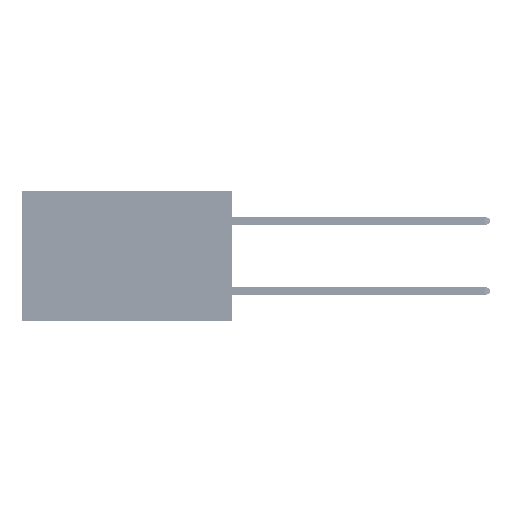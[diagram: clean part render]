
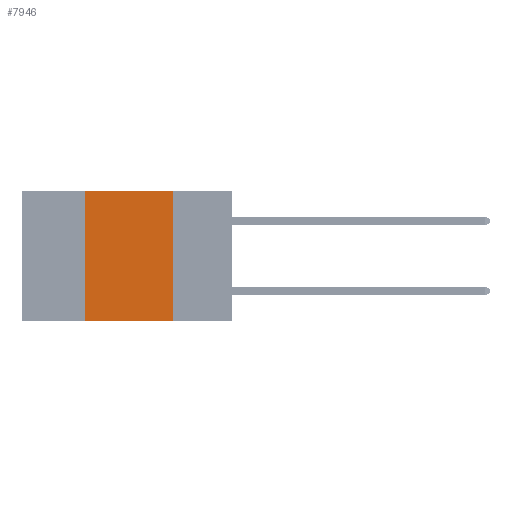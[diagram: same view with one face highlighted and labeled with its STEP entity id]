
A CAD part, left-side view. The second image highlights one B-rep face of the part: STEP entity #7946.
In plain terms, the highlighted planar face has unit normal (-1, 0, 0).
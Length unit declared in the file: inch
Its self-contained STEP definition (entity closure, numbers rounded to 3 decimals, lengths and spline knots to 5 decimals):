
#664 = AXIS2_PLACEMENT_3D ( 'NONE', #16958, #45545, #16435 ) ;
#1685 = LINE ( 'NONE', #38147, #19054 ) ;
#3229 = VERTEX_POINT ( 'NONE', #43482 ) ;
#4176 = LINE ( 'NONE', #29935, #46439 ) ;
#5284 = CARTESIAN_POINT ( 'NONE',  ( 0., 0.42, 0. ) ) ;
#6227 = EDGE_CURVE ( 'NONE', #47354, #9292, #1685, .T. ) ;
#7946 = ADVANCED_FACE ( 'NONE', ( #40116 ), #12813, .F. ) ;
#9292 = VERTEX_POINT ( 'NONE', #25672 ) ;
#12813 = PLANE ( 'NONE',  #664 ) ;
#14182 = DIRECTION ( 'NONE',  ( 0., -1., 0. ) ) ;
#14205 = CARTESIAN_POINT ( 'NONE',  ( 0., 0.6, 0. ) ) ;
#14828 = EDGE_CURVE ( 'NONE', #47582, #3229, #34163, .T. ) ;
#16435 = DIRECTION ( 'NONE',  ( 0., 0., -1. ) ) ;
#16958 = CARTESIAN_POINT ( 'NONE',  ( 0., 0.6, 0. ) ) ;
#18443 = ORIENTED_EDGE ( 'NONE', *, *, #6227, .F. ) ;
#19054 = VECTOR ( 'NONE', #34369, 39.37008 ) ;
#22651 = DIRECTION ( 'NONE',  ( 0., -1., 0. ) ) ;
#23874 = ORIENTED_EDGE ( 'NONE', *, *, #37267, .F. ) ;
#25672 = CARTESIAN_POINT ( 'NONE',  ( 0., 0.17, -0.37 ) ) ;
#27868 = ORIENTED_EDGE ( 'NONE', *, *, #14828, .F. ) ;
#29469 = EDGE_CURVE ( 'NONE', #47582, #9292, #4176, .T. ) ;
#29921 = VECTOR ( 'NONE', #22651, 39.37008 ) ;
#29935 = CARTESIAN_POINT ( 'NONE',  ( 0., 0.6, -0.37 ) ) ;
#31549 = CARTESIAN_POINT ( 'NONE',  ( 0., 0.42, -0.37 ) ) ;
#32256 = VECTOR ( 'NONE', #42383, 39.37008 ) ;
#34163 = LINE ( 'NONE', #5284, #32256 ) ;
#34369 = DIRECTION ( 'NONE',  ( 0., 0., -1. ) ) ;
#37267 = EDGE_CURVE ( 'NONE', #3229, #47354, #40807, .T. ) ;
#38147 = CARTESIAN_POINT ( 'NONE',  ( 0., 0.17, 0. ) ) ;
#38560 = CARTESIAN_POINT ( 'NONE',  ( 0., 0.17, 0. ) ) ;
#40116 = FACE_OUTER_BOUND ( 'NONE', #45031, .T. ) ;
#40807 = LINE ( 'NONE', #14205, #29921 ) ;
#42383 = DIRECTION ( 'NONE',  ( 0., 0., 1. ) ) ;
#43406 = ORIENTED_EDGE ( 'NONE', *, *, #29469, .T. ) ;
#43482 = CARTESIAN_POINT ( 'NONE',  ( 0., 0.42, 0. ) ) ;
#45031 = EDGE_LOOP ( 'NONE', ( #18443, #23874, #27868, #43406 ) ) ;
#45545 = DIRECTION ( 'NONE',  ( 1., 0., 0. ) ) ;
#46439 = VECTOR ( 'NONE', #14182, 39.37008 ) ;
#47354 = VERTEX_POINT ( 'NONE', #38560 ) ;
#47582 = VERTEX_POINT ( 'NONE', #31549 ) ;
